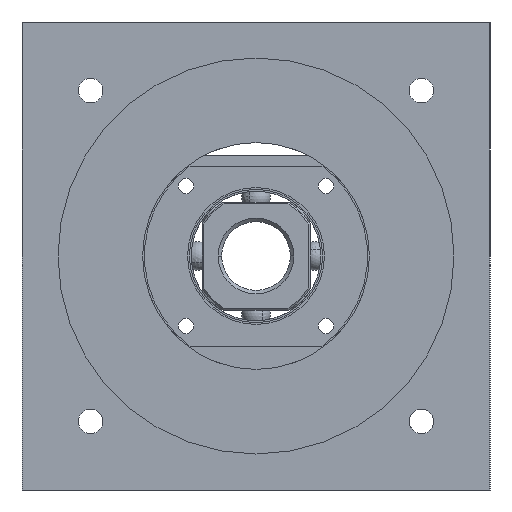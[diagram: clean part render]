
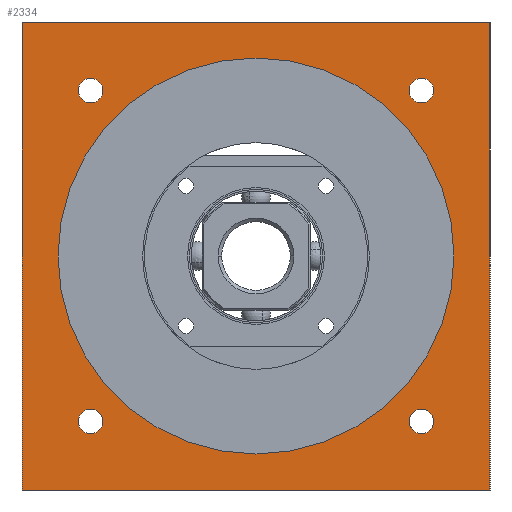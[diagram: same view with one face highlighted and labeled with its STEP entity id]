
A CAD part, left-side view. The second image highlights one B-rep face of the part: STEP entity #2334.
In plain terms, the highlighted planar face has unit normal (-1, 0, 0).
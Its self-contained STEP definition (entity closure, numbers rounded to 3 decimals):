
#1218=CARTESIAN_POINT('Vertex',(2.,65.,65.)) ;
#1225=CARTESIAN_POINT('Vertex',(2.,65.,-65.)) ;
#1228=CARTESIAN_POINT('Line Origine',(2.,65.,0.)) ;
#1245=CARTESIAN_POINT('Line Origine',(2.,0.,65.)) ;
#1249=CARTESIAN_POINT('Vertex',(2.,-65.,65.)) ;
#1273=CARTESIAN_POINT('Vertex',(2.,-65.,-65.)) ;
#1276=CARTESIAN_POINT('Line Origine',(2.,-65.,0.)) ;
#1293=CARTESIAN_POINT('Line Origine',(2.,0.,-65.)) ;
#1310=CARTESIAN_POINT('Axis2P3D Location',(2.,-45.962,45.962)) ;
#1314=CARTESIAN_POINT('Vertex',(2.,-42.562,45.962)) ;
#1316=CARTESIAN_POINT('Vertex',(2.,-49.362,45.962)) ;
#1336=CARTESIAN_POINT('Axis2P3D Location',(2.,-45.962,45.962)) ;
#1357=CARTESIAN_POINT('Vertex',(2.,42.562,-45.962)) ;
#1360=CARTESIAN_POINT('Axis2P3D Location',(2.,45.962,-45.962)) ;
#1364=CARTESIAN_POINT('Vertex',(2.,49.362,-45.962)) ;
#1381=CARTESIAN_POINT('Axis2P3D Location',(2.,45.962,-45.962)) ;
#1402=CARTESIAN_POINT('Vertex',(2.,-45.962,-42.562)) ;
#1405=CARTESIAN_POINT('Axis2P3D Location',(2.,-45.962,-45.962)) ;
#1409=CARTESIAN_POINT('Vertex',(2.,-45.962,-49.362)) ;
#1425=CARTESIAN_POINT('Axis2P3D Location',(2.,-45.962,-45.962)) ;
#1647=CARTESIAN_POINT('Axis2P3D Location',(2.,45.962,45.962)) ;
#1651=CARTESIAN_POINT('Vertex',(2.,45.962,42.562)) ;
#1653=CARTESIAN_POINT('Vertex',(2.,45.962,49.362)) ;
#1673=CARTESIAN_POINT('Axis2P3D Location',(2.,45.962,45.962)) ;
#2289=CARTESIAN_POINT('Axis2P3D Location',(2.,0.,0.)) ;
#2316=CARTESIAN_POINT('Axis2P3D Location',(2.,0.,0.)) ;
#2320=CARTESIAN_POINT('Vertex',(2.,-55.,0.)) ;
#2322=CARTESIAN_POINT('Vertex',(2.,55.,0.)) ;
#2325=CARTESIAN_POINT('Axis2P3D Location',(2.,0.,0.)) ;
#1229=DIRECTION('Vector Direction',(0.,0.,1.)) ;
#1246=DIRECTION('Vector Direction',(0.,1.,0.)) ;
#1277=DIRECTION('Vector Direction',(0.,0.,-1.)) ;
#1294=DIRECTION('Vector Direction',(0.,-1.,0.)) ;
#1311=DIRECTION('Axis2P3D Direction',(-1.,-0.,0.)) ;
#1337=DIRECTION('Axis2P3D Direction',(-1.,-0.,0.)) ;
#1361=DIRECTION('Axis2P3D Direction',(-1.,0.,0.)) ;
#1382=DIRECTION('Axis2P3D Direction',(-1.,0.,0.)) ;
#1406=DIRECTION('Axis2P3D Direction',(-1.,0.,-0.)) ;
#1426=DIRECTION('Axis2P3D Direction',(-1.,0.,-0.)) ;
#1648=DIRECTION('Axis2P3D Direction',(-1.,0.,0.)) ;
#1674=DIRECTION('Axis2P3D Direction',(-1.,0.,0.)) ;
#2290=DIRECTION('Axis2P3D Direction',(-1.,0.,0.)) ;
#2291=DIRECTION('Axis2P3D XDirection',(0.,-1.,0.)) ;
#2317=DIRECTION('Axis2P3D Direction',(-1.,0.,0.)) ;
#2326=DIRECTION('Axis2P3D Direction',(-1.,0.,0.)) ;
#1312=AXIS2_PLACEMENT_3D('Circle Axis2P3D',#1310,#1311,$) ;
#1338=AXIS2_PLACEMENT_3D('Circle Axis2P3D',#1336,#1337,$) ;
#1362=AXIS2_PLACEMENT_3D('Circle Axis2P3D',#1360,#1361,$) ;
#1383=AXIS2_PLACEMENT_3D('Circle Axis2P3D',#1381,#1382,$) ;
#1407=AXIS2_PLACEMENT_3D('Circle Axis2P3D',#1405,#1406,$) ;
#1427=AXIS2_PLACEMENT_3D('Circle Axis2P3D',#1425,#1426,$) ;
#1649=AXIS2_PLACEMENT_3D('Circle Axis2P3D',#1647,#1648,$) ;
#1675=AXIS2_PLACEMENT_3D('Circle Axis2P3D',#1673,#1674,$) ;
#2292=AXIS2_PLACEMENT_3D('Plane Axis2P3D',#2289,#2290,#2291) ;
#2318=AXIS2_PLACEMENT_3D('Circle Axis2P3D',#2316,#2317,$) ;
#2327=AXIS2_PLACEMENT_3D('Circle Axis2P3D',#2325,#2326,$) ;
#2295=ORIENTED_EDGE('',*,*,#1297,.T.) ;
#2296=ORIENTED_EDGE('',*,*,#1280,.F.) ;
#2297=ORIENTED_EDGE('',*,*,#1251,.T.) ;
#2298=ORIENTED_EDGE('',*,*,#1232,.F.) ;
#2301=ORIENTED_EDGE('',*,*,#1340,.F.) ;
#2302=ORIENTED_EDGE('',*,*,#1318,.F.) ;
#2305=ORIENTED_EDGE('',*,*,#1411,.F.) ;
#2306=ORIENTED_EDGE('',*,*,#1429,.F.) ;
#2309=ORIENTED_EDGE('',*,*,#1366,.F.) ;
#2310=ORIENTED_EDGE('',*,*,#1385,.F.) ;
#2313=ORIENTED_EDGE('',*,*,#1677,.F.) ;
#2314=ORIENTED_EDGE('',*,*,#1655,.F.) ;
#2331=ORIENTED_EDGE('',*,*,#2324,.F.) ;
#2332=ORIENTED_EDGE('',*,*,#2329,.F.) ;
#2303=FACE_BOUND('',#2300,.T.) ;
#2307=FACE_BOUND('',#2304,.T.) ;
#2311=FACE_BOUND('',#2308,.T.) ;
#2315=FACE_BOUND('',#2312,.T.) ;
#2333=FACE_BOUND('',#2330,.T.) ;
#1230=VECTOR('Line Direction',#1229,1.) ;
#1247=VECTOR('Line Direction',#1246,1.) ;
#1278=VECTOR('Line Direction',#1277,1.) ;
#1295=VECTOR('Line Direction',#1294,1.) ;
#2334=ADVANCED_FACE('\X2\96F64EF651E04F554F53\X0\',(#2299,#2303,#2307,#2311,#2315,#2333),#2293,.T.) ;
#1313=CIRCLE('generated circle',#1312,3.4) ;
#1339=CIRCLE('generated circle',#1338,3.4) ;
#1363=CIRCLE('generated circle',#1362,3.4) ;
#1384=CIRCLE('generated circle',#1383,3.4) ;
#1408=CIRCLE('generated circle',#1407,3.4) ;
#1428=CIRCLE('generated circle',#1427,3.4) ;
#1650=CIRCLE('generated circle',#1649,3.4) ;
#1676=CIRCLE('generated circle',#1675,3.4) ;
#2319=CIRCLE('generated circle',#2318,55.) ;
#2328=CIRCLE('generated circle',#2327,55.) ;
#1232=EDGE_CURVE('',#1226,#1219,#1231,.T.) ;
#1251=EDGE_CURVE('',#1250,#1219,#1248,.T.) ;
#1280=EDGE_CURVE('',#1250,#1274,#1279,.T.) ;
#1297=EDGE_CURVE('',#1226,#1274,#1296,.T.) ;
#1318=EDGE_CURVE('',#1315,#1317,#1313,.T.) ;
#1340=EDGE_CURVE('',#1317,#1315,#1339,.T.) ;
#1366=EDGE_CURVE('',#1358,#1365,#1363,.T.) ;
#1385=EDGE_CURVE('',#1365,#1358,#1384,.T.) ;
#1411=EDGE_CURVE('',#1403,#1410,#1408,.T.) ;
#1429=EDGE_CURVE('',#1410,#1403,#1428,.T.) ;
#1655=EDGE_CURVE('',#1652,#1654,#1650,.T.) ;
#1677=EDGE_CURVE('',#1654,#1652,#1676,.T.) ;
#2324=EDGE_CURVE('',#2321,#2323,#2319,.T.) ;
#2329=EDGE_CURVE('',#2323,#2321,#2328,.T.) ;
#2294=EDGE_LOOP('',(#2295,#2296,#2297,#2298)) ;
#2300=EDGE_LOOP('',(#2301,#2302)) ;
#2304=EDGE_LOOP('',(#2305,#2306)) ;
#2308=EDGE_LOOP('',(#2309,#2310)) ;
#2312=EDGE_LOOP('',(#2313,#2314)) ;
#2330=EDGE_LOOP('',(#2331,#2332)) ;
#2299=FACE_OUTER_BOUND('',#2294,.T.) ;
#1231=LINE('Line',#1228,#1230) ;
#1248=LINE('Line',#1245,#1247) ;
#1279=LINE('Line',#1276,#1278) ;
#1296=LINE('Line',#1293,#1295) ;
#2293=PLANE('Plane',#2292) ;
#1219=VERTEX_POINT('',#1218) ;
#1226=VERTEX_POINT('',#1225) ;
#1250=VERTEX_POINT('',#1249) ;
#1274=VERTEX_POINT('',#1273) ;
#1315=VERTEX_POINT('',#1314) ;
#1317=VERTEX_POINT('',#1316) ;
#1358=VERTEX_POINT('',#1357) ;
#1365=VERTEX_POINT('',#1364) ;
#1403=VERTEX_POINT('',#1402) ;
#1410=VERTEX_POINT('',#1409) ;
#1652=VERTEX_POINT('',#1651) ;
#1654=VERTEX_POINT('',#1653) ;
#2321=VERTEX_POINT('',#2320) ;
#2323=VERTEX_POINT('',#2322) ;
